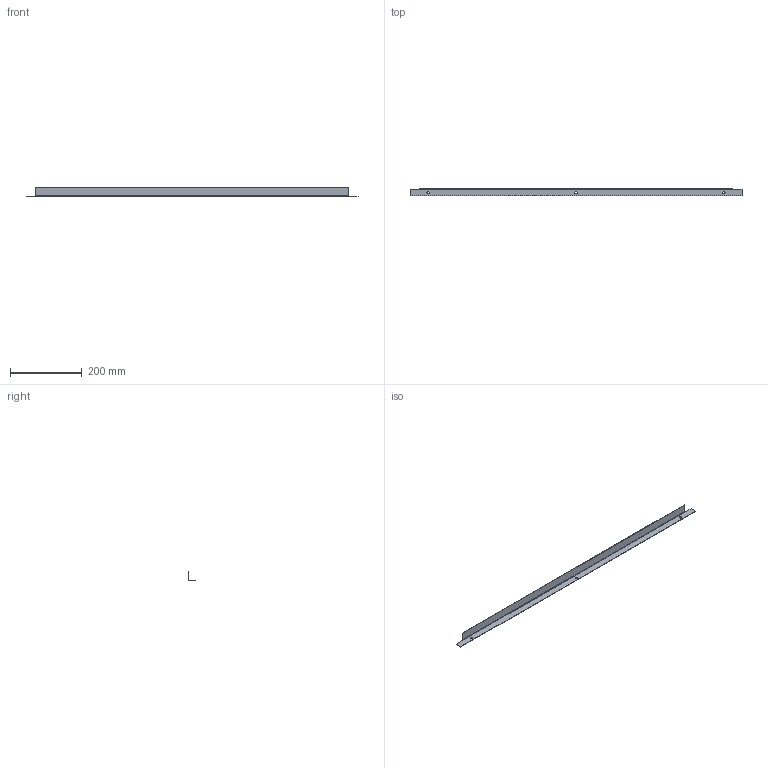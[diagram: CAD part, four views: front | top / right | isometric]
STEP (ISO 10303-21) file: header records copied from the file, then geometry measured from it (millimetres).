
FILE_DESCRIPTION (( 'STEP AP203' ), '1' );
FILE_NAME ('Ãîðèçîíòàëüíûå ïëàíêè äëÿ ïëàñòðîíîâ FORD äëÿ øêàôà øèðèíîé 1000 (2øò.) EKF PROxima.STEP', '2020-10-26T07:09:49', ( '' ), ( '' ), 'SwSTEP 2.0', 'SolidWorks 2019', '' );
FILE_SCHEMA (( 'CONFIG_CONTROL_DESIGN' ));
Length unit declared in the file: millimetre
Products named in the file (1): Ãîðèçîíòàëüíûå ïëàíêè äëÿ ïëàñòðîíîâ FORD äëÿ øêàôà øèðèíîé 1000 (2øò.) EKF PROxima
Bounding box: 926 x 20 x 25 mm (x, y, z)
Volume: 46238.8 mm3; surface area: 79464.1 mm2
Topology: 1 solids, 1 shells, 22 faces, 52 edges, 32 vertices
Faces by surface type: plane 14, cylinder 8
Entity records: 717 total; most frequent: DIRECTION 114, CARTESIAN_POINT 107, ORIENTED_EDGE 104, EDGE_CURVE 52, AXIS2_PLACEMENT_3D 39, VECTOR 36, LINE 36, VERTEX_POINT 32
